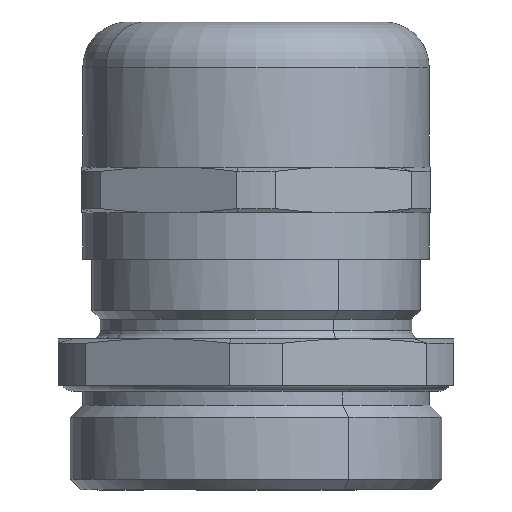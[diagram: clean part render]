
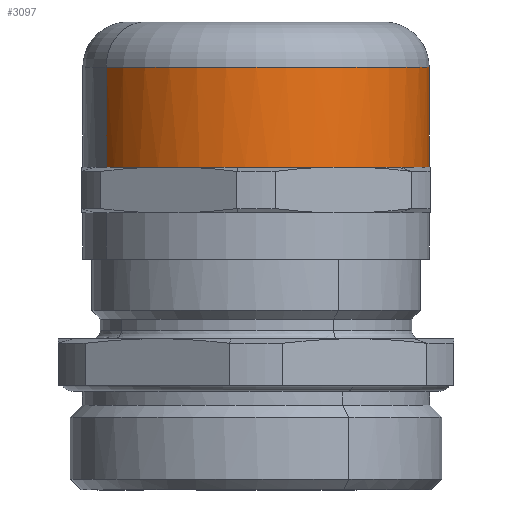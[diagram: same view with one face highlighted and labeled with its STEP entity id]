
A CAD part, front view. The second image highlights one B-rep face of the part: STEP entity #3097.
In plain terms, the highlighted cylindrical face has radius 14.9 mm (diameter 29.8 mm), a partial arc.
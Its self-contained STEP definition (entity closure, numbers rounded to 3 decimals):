
#3066=AXIS2_PLACEMENT_3D('Circle Axis2P3D',#3064,#3065,$) ;
#3079=AXIS2_PLACEMENT_3D('Cylinder Axis2P3D',#3076,#3077,#3078) ;
#2731=CARTESIAN_POINT('Control Point',(29.904,25.9,27.76)) ;
#2732=CARTESIAN_POINT('Control Point',(30.66,24.59,27.76)) ;
#2733=CARTESIAN_POINT('Control Point',(31.25,23.184,27.76)) ;
#2734=CARTESIAN_POINT('Control Point',(31.658,21.71,27.76)) ;
#2735=CARTESIAN_POINT('Control Point',(32.09,18.691,27.76)) ;
#2736=CARTESIAN_POINT('Control Point',(31.754,15.659,27.76)) ;
#2737=CARTESIAN_POINT('Control Point',(31.394,14.173,27.76)) ;
#2738=CARTESIAN_POINT('Control Point',(30.304,11.324,27.76)) ;
#2739=CARTESIAN_POINT('Control Point',(28.537,8.839,27.76)) ;
#2740=CARTESIAN_POINT('Control Point',(27.499,7.715,27.76)) ;
#2741=CARTESIAN_POINT('Control Point',(25.162,5.756,27.76)) ;
#2742=CARTESIAN_POINT('Control Point',(22.409,4.442,27.76)) ;
#2743=CARTESIAN_POINT('Control Point',(20.957,3.965,27.76)) ;
#2744=CARTESIAN_POINT('Control Point',(17.962,3.389,27.76)) ;
#2745=CARTESIAN_POINT('Control Point',(14.918,3.579,27.76)) ;
#2746=CARTESIAN_POINT('Control Point',(13.416,3.868,27.76)) ;
#2747=CARTESIAN_POINT('Control Point',(10.518,4.821,27.76)) ;
#2748=CARTESIAN_POINT('Control Point',(7.951,6.467,27.76)) ;
#2749=CARTESIAN_POINT('Control Point',(6.779,7.449,27.76)) ;
#2750=CARTESIAN_POINT('Control Point',(5.55,8.781,27.76)) ;
#2751=CARTESIAN_POINT('Control Point',(4.541,10.27,27.76)) ;
#2752=CARTESIAN_POINT('Control Point',(4.387,10.51,27.76)) ;
#2753=CARTESIAN_POINT('Control Point',(4.239,10.753,27.76)) ;
#2754=CARTESIAN_POINT('Control Point',(4.096,11.,27.76)) ;
#2755=CARTESIAN_POINT('Vertex',(29.904,25.9,27.76)) ;
#2757=CARTESIAN_POINT('Vertex',(4.096,11.,27.76)) ;
#3037=CARTESIAN_POINT('Vertex',(29.904,25.9,36.36)) ;
#3044=CARTESIAN_POINT('Vertex',(4.096,11.,36.36)) ;
#3064=CARTESIAN_POINT('Axis2P3D Location',(17.,18.45,36.36)) ;
#3076=CARTESIAN_POINT('Axis2P3D Location',(17.,18.45,27.76)) ;
#3081=CARTESIAN_POINT('Line Origine',(29.904,25.9,27.76)) ;
#3086=CARTESIAN_POINT('Line Origine',(4.096,11.,27.76)) ;
#3065=DIRECTION('Axis2P3D Direction',(0.,0.,-1.)) ;
#3077=DIRECTION('Axis2P3D Direction',(0.,0.,1.)) ;
#3078=DIRECTION('Axis2P3D XDirection',(-0.866,-0.5,0.)) ;
#3082=DIRECTION('Vector Direction',(0.,0.,1.)) ;
#3087=DIRECTION('Vector Direction',(0.,0.,1.)) ;
#3083=VECTOR('Line Direction',#3082,1.) ;
#3088=VECTOR('Line Direction',#3087,1.) ;
#3092=ORIENTED_EDGE('',*,*,#3085,.T.) ;
#3093=ORIENTED_EDGE('',*,*,#3068,.F.) ;
#3094=ORIENTED_EDGE('',*,*,#3090,.T.) ;
#3095=ORIENTED_EDGE('',*,*,#2759,.F.) ;
#3097=ADVANCED_FACE('65651_M32_OT\\65651_M32_OT',(#3096),#3080,.T.) ;
#2730=B_SPLINE_CURVE_WITH_KNOTS('',5,(#2731,#2732,#2733,#2734,#2735,#2736,#2737,#2738,#2739,#2740,#2741,#2742,#2743,#2744,#2745,#2746,#2747,#2748,#2749,#2750,#2751,#2752,#2753,#2754),.UNSPECIFIED.,.F.,.U.,(6,3,3,3,3,3,3,6),(0.,10.697,21.394,32.091,42.789,53.486,64.183,66.198),.UNSPECIFIED.) ;
#3067=CIRCLE('generated circle',#3066,14.9) ;
#3080=CYLINDRICAL_SURFACE('generated cylinder',#3079,14.9) ;
#2759=EDGE_CURVE('',#2756,#2758,#2730,.T.) ;
#3068=EDGE_CURVE('',#3045,#3038,#3067,.F.) ;
#3085=EDGE_CURVE('',#2756,#3038,#3084,.T.) ;
#3090=EDGE_CURVE('',#3045,#2758,#3089,.F.) ;
#3091=EDGE_LOOP('',(#3092,#3093,#3094,#3095)) ;
#3096=FACE_OUTER_BOUND('',#3091,.T.) ;
#3084=LINE('Line',#3081,#3083) ;
#3089=LINE('Line',#3086,#3088) ;
#2756=VERTEX_POINT('',#2755) ;
#2758=VERTEX_POINT('',#2757) ;
#3038=VERTEX_POINT('',#3037) ;
#3045=VERTEX_POINT('',#3044) ;
